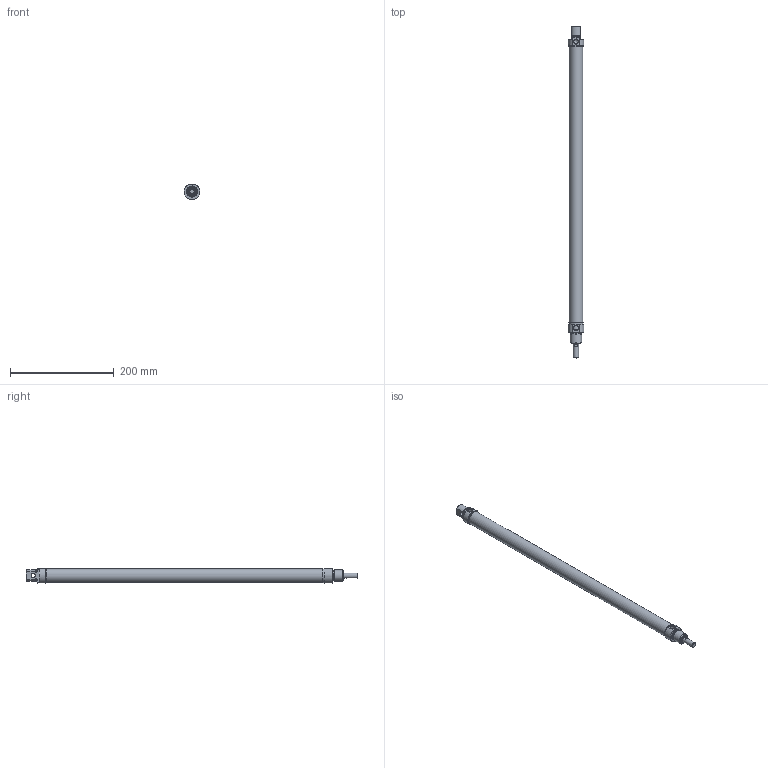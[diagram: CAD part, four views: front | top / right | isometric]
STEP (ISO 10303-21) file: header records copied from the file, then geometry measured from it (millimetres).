
FILE_DESCRIPTION((''),'2;1');
FILE_NAME('ODM025.500.GS.M.stp','2014-12-23T12:35:26',('carlo.corazza'),(''),'Autodesk Inventor 2012','Autodesk Inventor 2012','');
FILE_SCHEMA(('AUTOMOTIVE_DESIGN { 1 0 10303 214 1 1 1 1 }'));
Length unit declared in the file: millimetre
Products named in the file (1): ODM025.500.GS.M
Bounding box: 30 x 640 x 28.45 mm (x, y, z)
Volume: 110115 mm3; surface area: 114368.4 mm2
Topology: 1 solids, 4 shells, 103 faces, 218 edges, 136 vertices
Faces by surface type: plane 38, cylinder 31, cone 24, torus 10
Full cylindrical faces by diameter (mm): 8 x2, 8.566 x2, 9.9 x1, 10 x4, 10.5 x1, 11.1 x1, 14 x1, 14.1 x1, 16.1 x1, 16.2 x1, 19.7 x1, 22 x2, 25 x1, 26.5 x1, 27 x2
Entity records: 2565 total; most frequent: DIRECTION 448, CARTESIAN_POINT 427, ORIENTED_EDGE 304, AXIS2_PLACEMENT_3D 201, EDGE_LOOP 176, EDGE_CURVE 152, VERTEX_POINT 122, STYLED_ITEM 104
